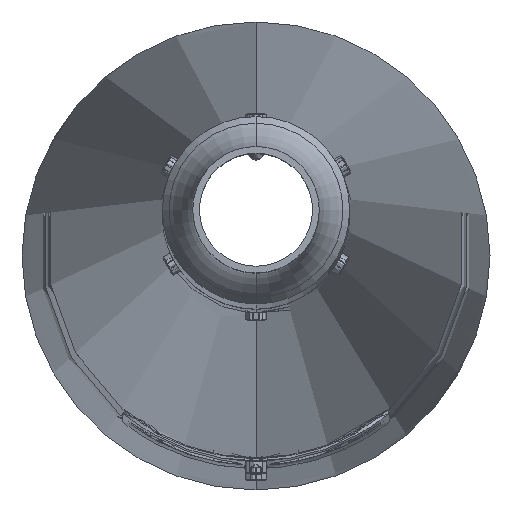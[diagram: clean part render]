
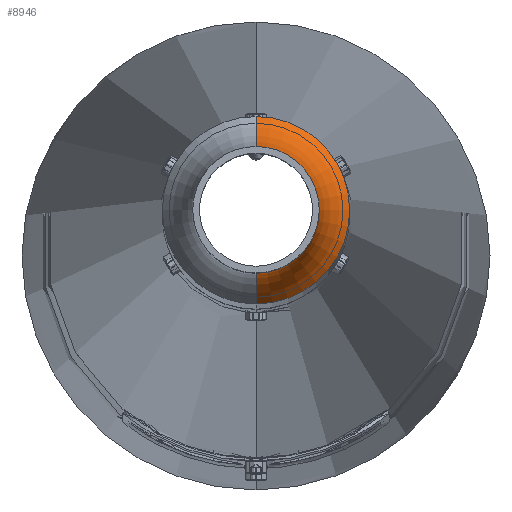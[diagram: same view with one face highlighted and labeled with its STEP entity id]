
A CAD part, top view. The second image highlights one B-rep face of the part: STEP entity #8946.
In plain terms, the highlighted toroidal (fillet/blend) face has major radius 90 mm and minor radius 60 mm.
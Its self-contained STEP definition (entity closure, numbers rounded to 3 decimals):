
#44 = FACE_OUTER_BOUND ( 'NONE', #2362, .T. ) ;
#56 = TOROIDAL_SURFACE ( 'NONE', #1101, 90., 60. ) ;
#1101 = AXIS2_PLACEMENT_3D ( 'NONE', #5180, #5046, #1592 ) ;
#1283 = EDGE_CURVE ( 'NONE', #1382, #5968, #8764, .T. ) ;
#1382 = VERTEX_POINT ( 'NONE', #5034 ) ;
#1592 = DIRECTION ( 'NONE',  ( 0., 0., 1. ) ) ;
#1841 = AXIS2_PLACEMENT_3D ( 'NONE', #2422, #6737, #6698 ) ;
#1961 = DIRECTION ( 'NONE',  ( 0., 0., 1. ) ) ;
#2163 = CIRCLE ( 'NONE', #7344, 60. ) ;
#2339 = VERTEX_POINT ( 'NONE', #5438 ) ;
#2362 = EDGE_LOOP ( 'NONE', ( #2521, #8452, #8270, #2484 ) ) ;
#2422 = CARTESIAN_POINT ( 'NONE',  ( 0., 1389.054, -90. ) ) ;
#2484 = ORIENTED_EDGE ( 'NONE', *, *, #5656, .F. ) ;
#2521 = ORIENTED_EDGE ( 'NONE', *, *, #8817, .F. ) ;
#3242 = DIRECTION ( 'NONE',  ( 0., 0., 1. ) ) ;
#3253 = CARTESIAN_POINT ( 'NONE',  ( 0., 1389.054, 30. ) ) ;
#3588 = CARTESIAN_POINT ( 'NONE',  ( 0., 1350., 44.45 ) ) ;
#4857 = DIRECTION ( 'NONE',  ( 0., 0., 1. ) ) ;
#5034 = CARTESIAN_POINT ( 'NONE',  ( 0., 1350., -44.45 ) ) ;
#5046 = DIRECTION ( 'NONE',  ( 0., 1., 0. ) ) ;
#5180 = CARTESIAN_POINT ( 'NONE',  ( 0., 1389.054, 0. ) ) ;
#5409 = CIRCLE ( 'NONE', #8521, 30. ) ;
#5438 = CARTESIAN_POINT ( 'NONE',  ( 0., 1389.054, -30. ) ) ;
#5531 = AXIS2_PLACEMENT_3D ( 'NONE', #8184, #8331, #1961 ) ;
#5656 = EDGE_CURVE ( 'NONE', #5818, #5968, #2163, .T. ) ;
#5818 = VERTEX_POINT ( 'NONE', #3253 ) ;
#5849 = CIRCLE ( 'NONE', #1841, 60. ) ;
#5968 = VERTEX_POINT ( 'NONE', #3588 ) ;
#6126 = DIRECTION ( 'NONE',  ( 0., 1., 0. ) ) ;
#6698 = DIRECTION ( 'NONE',  ( 0., 0., -1. ) ) ;
#6737 = DIRECTION ( 'NONE',  ( 1., 0., 0. ) ) ;
#7344 = AXIS2_PLACEMENT_3D ( 'NONE', #8289, #8378, #4857 ) ;
#8184 = CARTESIAN_POINT ( 'NONE',  ( 0., 1350., 0. ) ) ;
#8270 = ORIENTED_EDGE ( 'NONE', *, *, #1283, .T. ) ;
#8289 = CARTESIAN_POINT ( 'NONE',  ( 0., 1389.054, 90. ) ) ;
#8331 = DIRECTION ( 'NONE',  ( 0., 1., 0. ) ) ;
#8378 = DIRECTION ( 'NONE',  ( -1., 0., 0. ) ) ;
#8452 = ORIENTED_EDGE ( 'NONE', *, *, #8465, .T. ) ;
#8465 = EDGE_CURVE ( 'NONE', #2339, #1382, #5849, .T. ) ;
#8521 = AXIS2_PLACEMENT_3D ( 'NONE', #8806, #6126, #3242 ) ;
#8764 = CIRCLE ( 'NONE', #5531, 44.45 ) ;
#8806 = CARTESIAN_POINT ( 'NONE',  ( 0., 1389.054, 0. ) ) ;
#8817 = EDGE_CURVE ( 'NONE', #2339, #5818, #5409, .T. ) ;
#8946 = ADVANCED_FACE ( 'NONE', ( #44 ), #56, .F. ) ;
